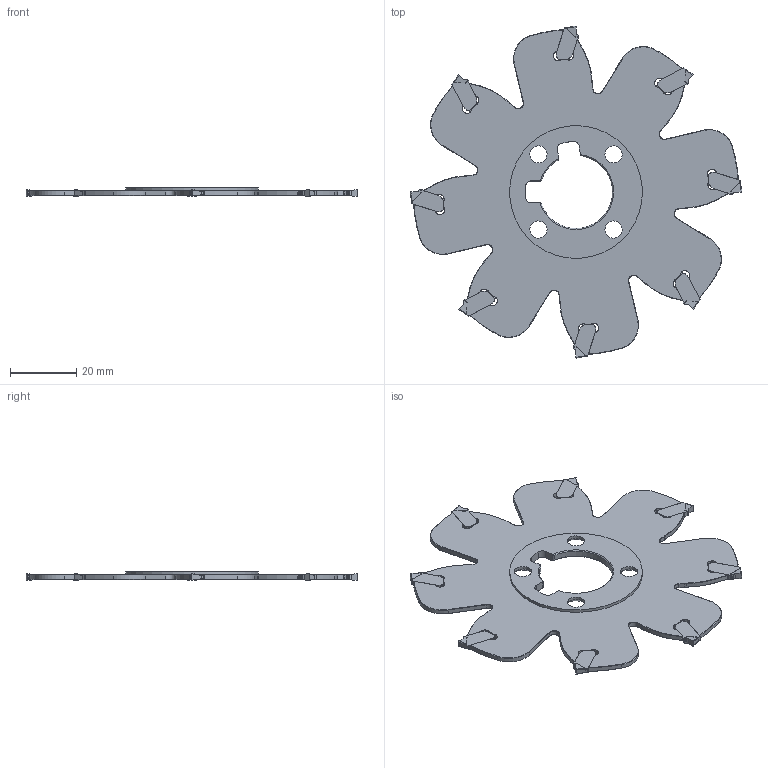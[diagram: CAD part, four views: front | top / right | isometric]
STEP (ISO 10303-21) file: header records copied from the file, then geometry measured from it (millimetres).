
FILE_DESCRIPTION(/* description */ (''),/* implementation_level */ '2;1');
FILE_NAME(/* name */ 'toolassembly_1.stp',/* time_stamp */ '2018-10-19T13:14:13+02:00',/* author */ (''),/* organization */ ('SMS'),/* preprocessor_version */ 'ST-DEVELOPER v15',/* originating_system */ 'SIEMENS PLM Software NX 8.5',/* authorisation */ '');
FILE_SCHEMA (('AUTOMOTIVE_DESIGN { 1 0 10303 214 3 1 1 1 }'));
Length unit declared in the file: millimetre
Products named in the file (4): ASSEMBLY_CONSTRUCTION; CUT_20181019131318; NOCUT_20181019131310; TOOLASSEMBLY_1
Assembly tree (10 placements, depth 2):
  TOOLASSEMBLY_1
    NOCUT_20181019131310
    CUT_20181019131318  x8
    ASSEMBLY_CONSTRUCTION
Bounding box: 100 x 100 x 2.65 mm (x, y, z)
Volume: 8894.6 mm3; surface area: 12681.7 mm2
Topology: 9 solids, 9 shells, 716 faces, 1909 edges, 1239 vertices
Faces by surface type: cylinder 273, plane 271, cone 92, bspline 80
Full cylindrical faces by diameter (mm): 5.165 x4, 40 x1
Entity records: 10919 total; most frequent: CARTESIAN_POINT 2355, DIRECTION 1801, ORIENTED_EDGE 1742, EDGE_CURVE 871, AXIS2_PLACEMENT_3D 669, VERTEX_POINT 554, LINE 463, VECTOR 463
